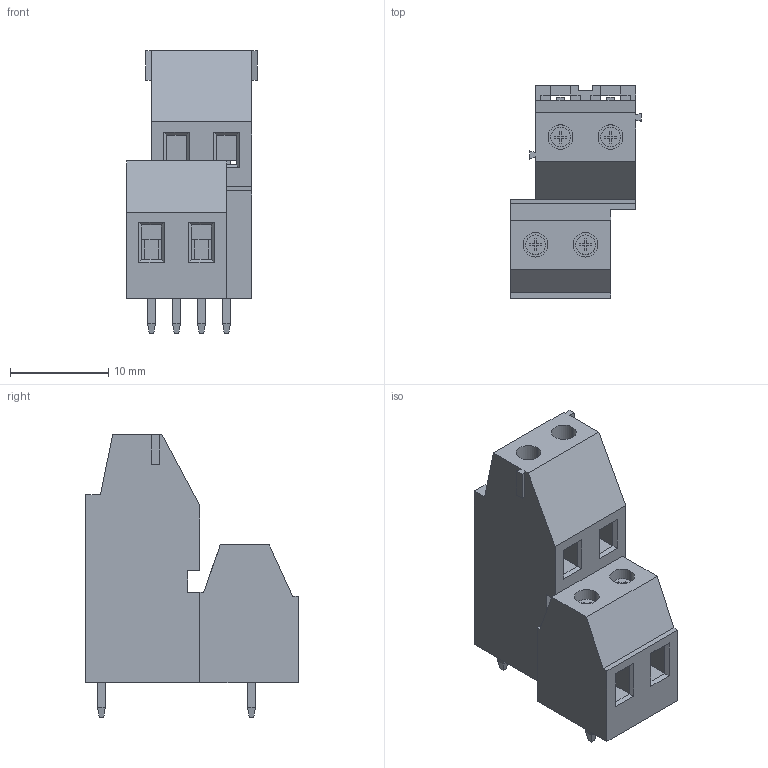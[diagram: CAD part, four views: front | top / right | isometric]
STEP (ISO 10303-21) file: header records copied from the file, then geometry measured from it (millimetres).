
FILE_DESCRIPTION (( 'STEP AP214' ), '1' );
FILE_NAME ('CONN-TH_DB128B-5.08-2P-XX-S.step', '2022-08-05T11:03:53', ( '' ), ( '' ), 'SwSTEP 2.0', 'SolidWorks 2020', '' );
FILE_SCHEMA (( 'AUTOMOTIVE_DESIGN' ));
Length unit declared in the file: millimetre
Products named in the file (1): CONN-TH_DB128B-5.08-2P-XX-S
Bounding box: 13.3 x 21.6 x 28.7 mm (x, y, z)
Volume: 2433.6 mm3; surface area: 4133.9 mm2
Topology: 14 solids, 14 shells, 545 faces, 1430 edges, 940 vertices
Faces by surface type: plane 417, bspline 112, cylinder 16
Entity records: 23275 total; most frequent: CARTESIAN_POINT 5020, ORIENTED_EDGE 2860, DIRECTION 2102, EDGE_CURVE 1430, LINE 1170, VECTOR 1170, VERTEX_POINT 940, EDGE_LOOP 596
